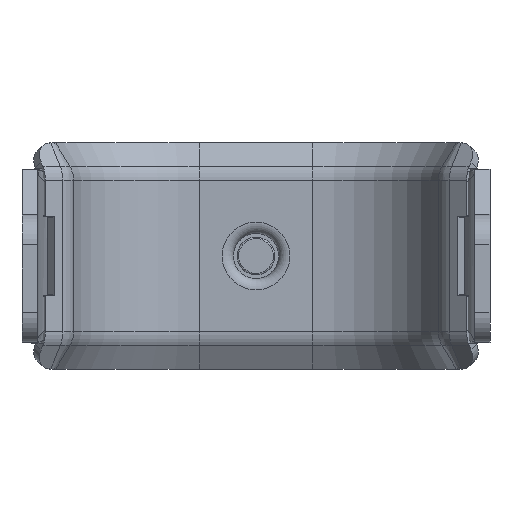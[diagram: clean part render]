
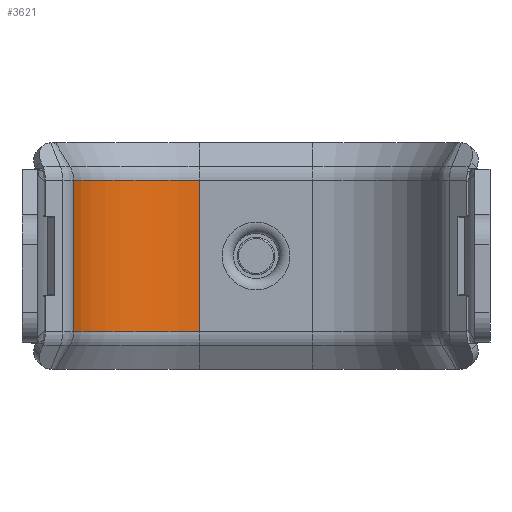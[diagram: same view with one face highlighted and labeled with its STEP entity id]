
A CAD part, front view. The second image highlights one B-rep face of the part: STEP entity #3621.
In plain terms, the highlighted cylindrical face has radius 17.251 mm (diameter 34.501 mm), a partial arc.
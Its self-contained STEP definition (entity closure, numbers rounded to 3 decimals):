
#191=CYLINDRICAL_SURFACE('',#4007,17.251);
#330=FACE_OUTER_BOUND('',#559,.T.);
#559=EDGE_LOOP('',(#2904,#2905,#2906,#2907));
#771=CIRCLE('',#4006,17.251);
#772=CIRCLE('',#4008,17.251);
#1017=LINE('',#7371,#1316);
#1042=LINE('',#7492,#1341);
#1316=VECTOR('',#4632,10.);
#1341=VECTOR('',#4755,10.);
#1618=VERTEX_POINT('',#7368);
#1619=VERTEX_POINT('',#7370);
#1647=VERTEX_POINT('',#7487);
#1648=VERTEX_POINT('',#7491);
#2024=EDGE_CURVE('',#1619,#1618,#1017,.T.);
#2076=EDGE_CURVE('',#1648,#1647,#1042,.T.);
#2099=EDGE_CURVE('',#1618,#1647,#771,.T.);
#2100=EDGE_CURVE('',#1619,#1648,#772,.T.);
#2904=ORIENTED_EDGE('',*,*,#2024,.T.);
#2905=ORIENTED_EDGE('',*,*,#2099,.T.);
#2906=ORIENTED_EDGE('',*,*,#2076,.F.);
#2907=ORIENTED_EDGE('',*,*,#2100,.F.);
#3621=ADVANCED_FACE('',(#330),#191,.F.);
#4006=AXIS2_PLACEMENT_3D('',#7552,#4811,#4812);
#4007=AXIS2_PLACEMENT_3D('',#7553,#4813,#4814);
#4008=AXIS2_PLACEMENT_3D('',#7554,#4815,#4816);
#4632=DIRECTION('',(-1.,0.,0.));
#4755=DIRECTION('',(-1.,0.,0.));
#4811=DIRECTION('center_axis',(-1.,0.,0.));
#4812=DIRECTION('ref_axis',(0.,0.766,-0.643));
#4813=DIRECTION('center_axis',(-1.,0.,0.));
#4814=DIRECTION('ref_axis',(0.,0.419,0.908));
#4815=DIRECTION('center_axis',(-1.,0.,0.));
#4816=DIRECTION('ref_axis',(0.,0.766,-0.643));
#7368=CARTESIAN_POINT('',(-25.025,-12.292,-37.985));
#7370=CARTESIAN_POINT('',(-4.975,-12.292,-37.985));
#7371=CARTESIAN_POINT('',(-25.025,-12.292,-37.985));
#7487=CARTESIAN_POINT('',(-25.025,-32.737,-42.56));
#7491=CARTESIAN_POINT('',(-4.975,-32.737,-42.56));
#7492=CARTESIAN_POINT('',(-25.025,-32.737,-42.56));
#7552=CARTESIAN_POINT('Origin',(-25.025,-25.507,-26.897));
#7553=CARTESIAN_POINT('Origin',(-15.,-25.507,-26.897));
#7554=CARTESIAN_POINT('Origin',(-4.975,-25.507,-26.897));
